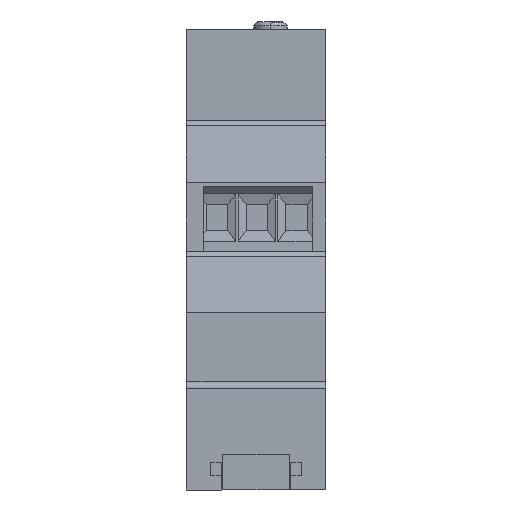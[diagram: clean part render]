
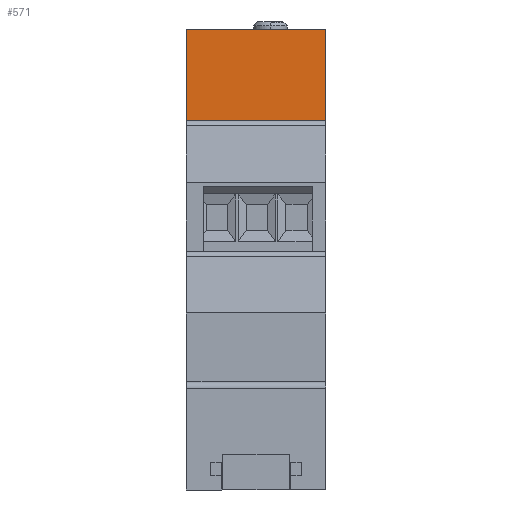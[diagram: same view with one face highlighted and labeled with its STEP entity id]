
A CAD part, front view. The second image highlights one B-rep face of the part: STEP entity #571.
In plain terms, the highlighted planar face has unit normal (0, -1, 0).
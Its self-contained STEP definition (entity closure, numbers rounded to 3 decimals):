
#551=AXIS2_PLACEMENT_3D('Plane Axis2P3D',#548,#549,#550) ;
#42=CARTESIAN_POINT('Vertex',(0.,26.4,57.9)) ;
#45=CARTESIAN_POINT('Line Origine',(8.75,26.4,57.9)) ;
#49=CARTESIAN_POINT('Vertex',(17.5,26.4,57.9)) ;
#376=CARTESIAN_POINT('Line Origine',(17.5,26.4,52.15)) ;
#380=CARTESIAN_POINT('Vertex',(17.5,26.4,46.4)) ;
#548=CARTESIAN_POINT('Axis2P3D Location',(17.5,26.4,57.9)) ;
#553=CARTESIAN_POINT('Line Origine',(0.,26.4,52.15)) ;
#557=CARTESIAN_POINT('Vertex',(0.,26.4,46.4)) ;
#560=CARTESIAN_POINT('Line Origine',(8.75,26.4,46.4)) ;
#46=DIRECTION('Vector Direction',(-1.,0.,0.)) ;
#377=DIRECTION('Vector Direction',(0.,0.,-1.)) ;
#549=DIRECTION('Axis2P3D Direction',(0.,1.,0.)) ;
#550=DIRECTION('Axis2P3D XDirection',(0.,0.,-1.)) ;
#554=DIRECTION('Vector Direction',(0.,0.,-1.)) ;
#561=DIRECTION('Vector Direction',(-1.,0.,0.)) ;
#47=VECTOR('Line Direction',#46,1.) ;
#378=VECTOR('Line Direction',#377,1.) ;
#555=VECTOR('Line Direction',#554,1.) ;
#562=VECTOR('Line Direction',#561,1.) ;
#566=ORIENTED_EDGE('',*,*,#559,.T.) ;
#567=ORIENTED_EDGE('',*,*,#564,.F.) ;
#568=ORIENTED_EDGE('',*,*,#382,.F.) ;
#569=ORIENTED_EDGE('',*,*,#51,.T.) ;
#571=ADVANCED_FACE('Sockel',(#570),#552,.F.) ;
#51=EDGE_CURVE('',#50,#43,#48,.T.) ;
#382=EDGE_CURVE('',#50,#381,#379,.T.) ;
#559=EDGE_CURVE('',#43,#558,#556,.T.) ;
#564=EDGE_CURVE('',#381,#558,#563,.T.) ;
#565=EDGE_LOOP('',(#566,#567,#568,#569)) ;
#570=FACE_OUTER_BOUND('',#565,.T.) ;
#48=LINE('Line',#45,#47) ;
#379=LINE('Line',#376,#378) ;
#556=LINE('Line',#553,#555) ;
#563=LINE('Line',#560,#562) ;
#552=PLANE('',#551) ;
#43=VERTEX_POINT('',#42) ;
#50=VERTEX_POINT('',#49) ;
#381=VERTEX_POINT('',#380) ;
#558=VERTEX_POINT('',#557) ;
